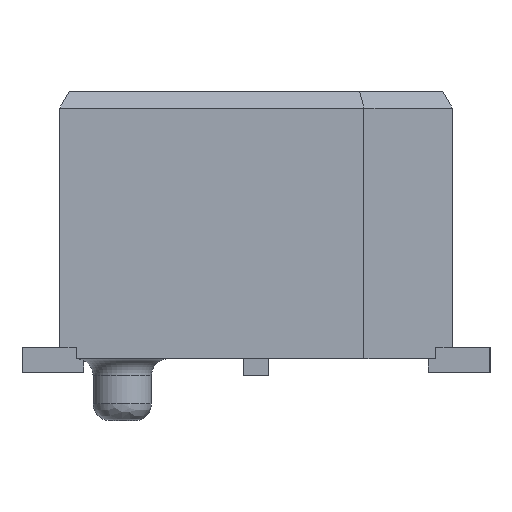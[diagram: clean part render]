
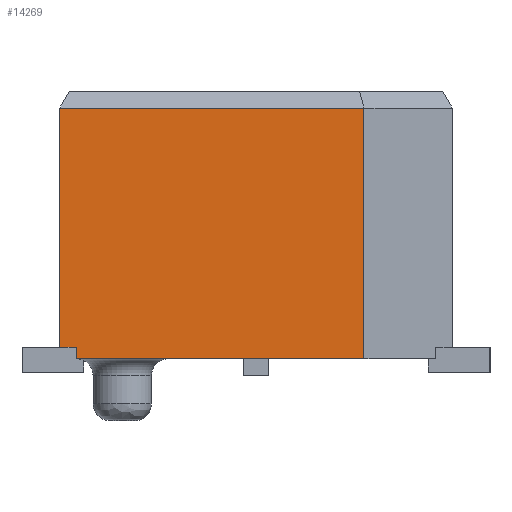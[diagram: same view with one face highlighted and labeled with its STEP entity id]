
A CAD part, left-side view. The second image highlights one B-rep face of the part: STEP entity #14269.
In plain terms, the highlighted planar face has unit normal (-1, 0, 0).
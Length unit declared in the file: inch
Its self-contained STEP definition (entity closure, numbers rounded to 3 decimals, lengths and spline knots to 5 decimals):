
#75=DIRECTION('',(0.,0.,-1.));
#76=VECTOR('',#75,0.007);
#77=CARTESIAN_POINT('',(-0.39375,0.1075,0.015));
#78=LINE('',#77,#76);
#91=DIRECTION('',(0.,0.,-1.));
#92=VECTOR('',#91,0.15);
#93=CARTESIAN_POINT('',(-0.39375,-0.06458,0.158));
#94=LINE('',#93,#92);
#95=DIRECTION('',(0.,1.,0.));
#96=VECTOR('',#95,0.17208);
#97=CARTESIAN_POINT('',(-0.39375,-0.06458,0.008));
#98=LINE('',#97,#96);
#99=DIRECTION('',(0.,0.,1.));
#100=VECTOR('',#99,0.143);
#101=CARTESIAN_POINT('',(-0.39375,0.1175,0.015));
#102=LINE('',#101,#100);
#103=DIRECTION('',(0.,1.,0.));
#104=VECTOR('',#103,0.18208);
#105=CARTESIAN_POINT('',(-0.39375,-0.06458,0.158));
#106=LINE('',#105,#104);
#251=DIRECTION('',(0.,-1.,0.));
#252=VECTOR('',#251,0.01);
#253=CARTESIAN_POINT('',(-0.39375,0.1175,0.015));
#254=LINE('',#253,#252);
#12146=CARTESIAN_POINT('',(-0.39375,0.1075,0.008));
#12147=VERTEX_POINT('',#12146);
#12148=CARTESIAN_POINT('',(-0.39375,-0.06458,0.008));
#12149=VERTEX_POINT('',#12148);
#13484=CARTESIAN_POINT('',(-0.39375,-0.06458,0.158));
#13485=VERTEX_POINT('',#13484);
#13492=CARTESIAN_POINT('',(-0.39375,0.1175,0.158));
#13493=VERTEX_POINT('',#13492);
#13494=CARTESIAN_POINT('',(-0.39375,0.1175,0.015));
#13495=VERTEX_POINT('',#13494);
#13496=CARTESIAN_POINT('',(-0.39375,0.1075,0.015));
#13497=VERTEX_POINT('',#13496);
#14252=CARTESIAN_POINT('',(-0.39375,0.02646,0.083));
#14253=DIRECTION('',(-1.,0.,0.));
#14254=DIRECTION('',(0.,1.,0.));
#14255=AXIS2_PLACEMENT_3D('',#14252,#14253,#14254);
#14256=PLANE('',#14255);
#14258=ORIENTED_EDGE('',*,*,#14257,.F.);
#14260=ORIENTED_EDGE('',*,*,#14259,.T.);
#14261=ORIENTED_EDGE('',*,*,#13693,.T.);
#14262=ORIENTED_EDGE('',*,*,#14234,.F.);
#14264=ORIENTED_EDGE('',*,*,#14263,.F.);
#14266=ORIENTED_EDGE('',*,*,#14265,.T.);
#14267=EDGE_LOOP('',(#14258,#14260,#14261,#14262,#14264,#14266));
#14268=FACE_OUTER_BOUND('',#14267,.F.);
#14269=ADVANCED_FACE('',(#14268),#14256,.T.);
#13693=EDGE_CURVE('',#12149,#12147,#98,.T.);
#14234=EDGE_CURVE('',#13497,#12147,#78,.T.);
#14257=EDGE_CURVE('',#13485,#13493,#106,.T.);
#14259=EDGE_CURVE('',#13485,#12149,#94,.T.);
#14263=EDGE_CURVE('',#13495,#13497,#254,.T.);
#14265=EDGE_CURVE('',#13495,#13493,#102,.T.);
